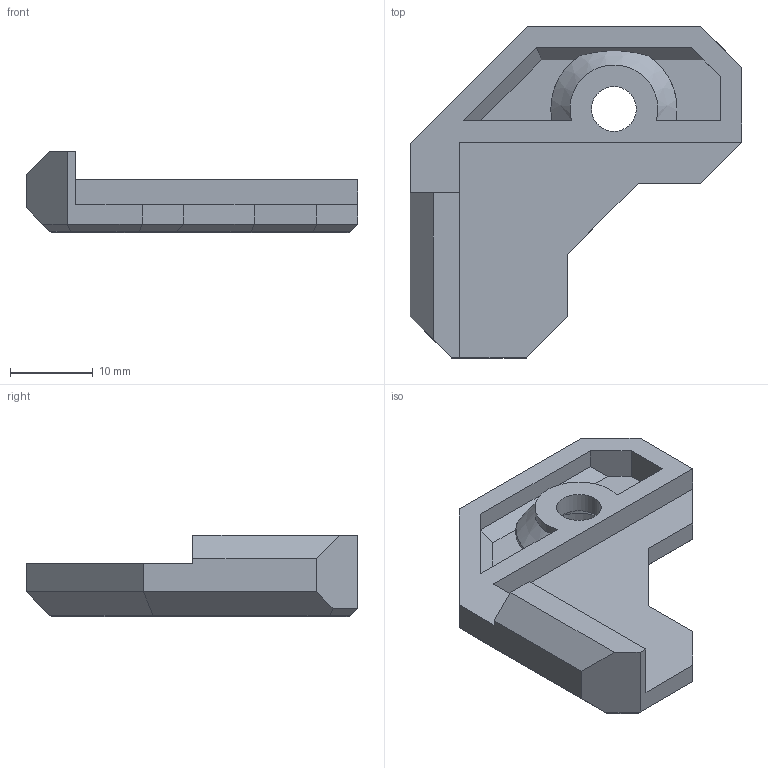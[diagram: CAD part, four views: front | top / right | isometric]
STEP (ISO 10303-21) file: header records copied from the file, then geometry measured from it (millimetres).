
FILE_DESCRIPTION(/* description */ ('STEP AP214'),/* implementation_level */ '2;1');
FILE_NAME(/* name */ '60f2f0aebce99b46a790ad77',/* time_stamp */ '2021-07-17T15:01:03+00:00',/* author */ (''),/* organization */ (''),/* preprocessor_version */ 'ST-DEVELOPER v18.1',/* originating_system */ ' ',/* authorisation */ ' ');
FILE_SCHEMA (('AUTOMOTIVE_DESIGN {1 0 10303 214 3 1 1}'));
Length unit declared in the file: metre
Products named in the file (1): corner_right_3.5mm
Bounding box: 40 x 40 x 9.8 mm (x, y, z)
Volume: 4470.1 mm3; surface area: 3269.4 mm2
Topology: 1 solids, 1 shells, 64 faces, 157 edges, 97 vertices
Faces by surface type: plane 55, cylinder 5, cone 4
Full cylindrical faces by diameter (mm): 5.4 x1, 10 x1
Entity records: 1820 total; most frequent: CARTESIAN_POINT 322, ORIENTED_EDGE 298, DIRECTION 290, EDGE_CURVE 149, LINE 130, VECTOR 130, VERTEX_POINT 94, AXIS2_PLACEMENT_3D 80
